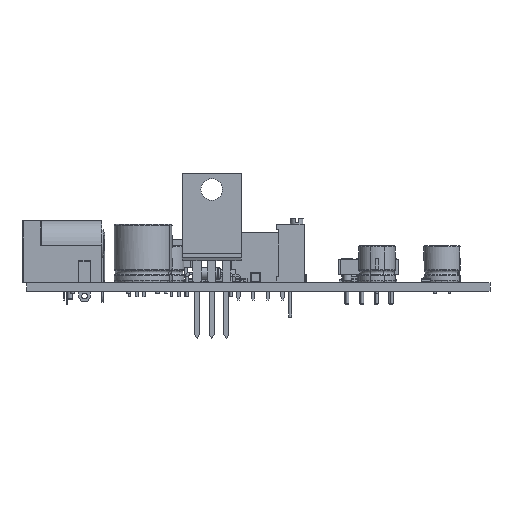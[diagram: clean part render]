
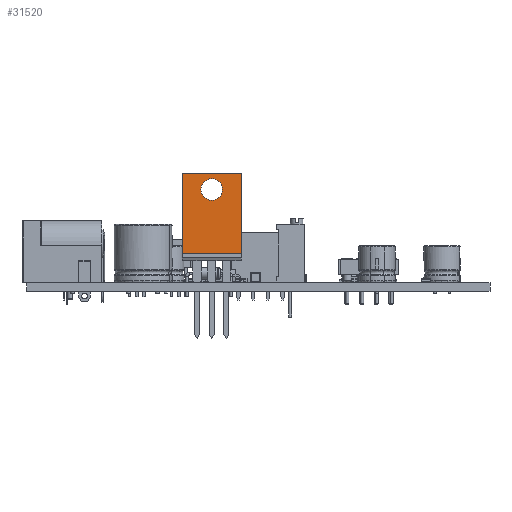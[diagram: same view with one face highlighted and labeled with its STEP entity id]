
A CAD part, front view. The second image highlights one B-rep face of the part: STEP entity #31520.
In plain terms, the highlighted face is planar.
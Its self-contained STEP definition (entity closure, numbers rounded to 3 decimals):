
#30965 = VERTEX_POINT('',#30966);
#30966 = CARTESIAN_POINT('',(-2.575,3.16,18.775));
#30972 = EDGE_CURVE('',#30973,#30965,#30975,.T.);
#30973 = VERTEX_POINT('',#30974);
#30974 = CARTESIAN_POINT('',(-2.575,3.16,5.));
#30975 = LINE('',#30976,#30977);
#30976 = CARTESIAN_POINT('',(-2.575,3.16,5.));
#30977 = VECTOR('',#30978,1.);
#30978 = DIRECTION('',(0.,0.,1.));
#31031 = VERTEX_POINT('',#31032);
#31032 = CARTESIAN_POINT('',(7.655,3.16,5.));
#31038 = EDGE_CURVE('',#31031,#31039,#31041,.T.);
#31039 = VERTEX_POINT('',#31040);
#31040 = CARTESIAN_POINT('',(7.655,3.16,18.775));
#31041 = LINE('',#31042,#31043);
#31042 = CARTESIAN_POINT('',(7.655,3.16,5.));
#31043 = VECTOR('',#31044,1.);
#31044 = DIRECTION('',(0.,0.,1.));
#31063 = EDGE_CURVE('',#30973,#31031,#31064,.T.);
#31064 = LINE('',#31065,#31066);
#31065 = CARTESIAN_POINT('',(-2.575,3.16,5.));
#31066 = VECTOR('',#31067,1.);
#31067 = DIRECTION('',(1.,0.,0.));
#31520 = ADVANCED_FACE('',(#31521,#31532),#31543,.T.);
#31521 = FACE_BOUND('',#31522,.T.);
#31522 = EDGE_LOOP('',(#31523,#31524,#31530,#31531));
#31523 = ORIENTED_EDGE('',*,*,#30972,.T.);
#31524 = ORIENTED_EDGE('',*,*,#31525,.T.);
#31525 = EDGE_CURVE('',#30965,#31039,#31526,.T.);
#31526 = LINE('',#31527,#31528);
#31527 = CARTESIAN_POINT('',(-2.575,3.16,18.775));
#31528 = VECTOR('',#31529,1.);
#31529 = DIRECTION('',(1.,0.,0.));
#31530 = ORIENTED_EDGE('',*,*,#31038,.F.);
#31531 = ORIENTED_EDGE('',*,*,#31063,.F.);
#31532 = FACE_BOUND('',#31533,.T.);
#31533 = EDGE_LOOP('',(#31534));
#31534 = ORIENTED_EDGE('',*,*,#31535,.T.);
#31535 = EDGE_CURVE('',#31536,#31536,#31538,.T.);
#31536 = VERTEX_POINT('',#31537);
#31537 = CARTESIAN_POINT('',(4.408,3.16,16.005));
#31538 = CIRCLE('',#31539,1.868);
#31539 = AXIS2_PLACEMENT_3D('',#31540,#31541,#31542);
#31540 = CARTESIAN_POINT('',(2.54,3.16,16.005));
#31541 = DIRECTION('',(0.,-1.,0.));
#31542 = DIRECTION('',(1.,0.,0.));
#31543 = PLANE('',#31544);
#31544 = AXIS2_PLACEMENT_3D('',#31545,#31546,#31547);
#31545 = CARTESIAN_POINT('',(-2.575,3.16,5.));
#31546 = DIRECTION('',(0.,1.,0.));
#31547 = DIRECTION('',(1.,0.,0.));
